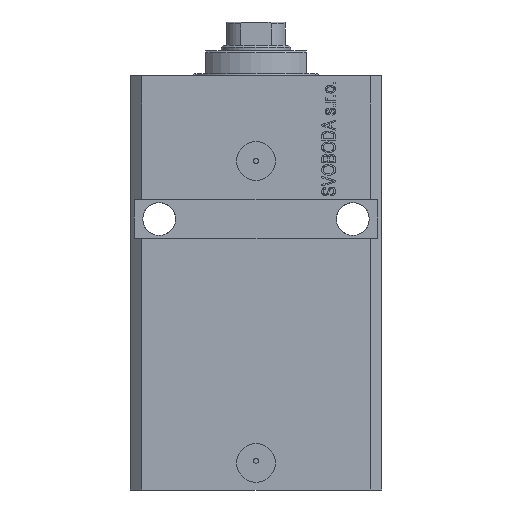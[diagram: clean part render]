
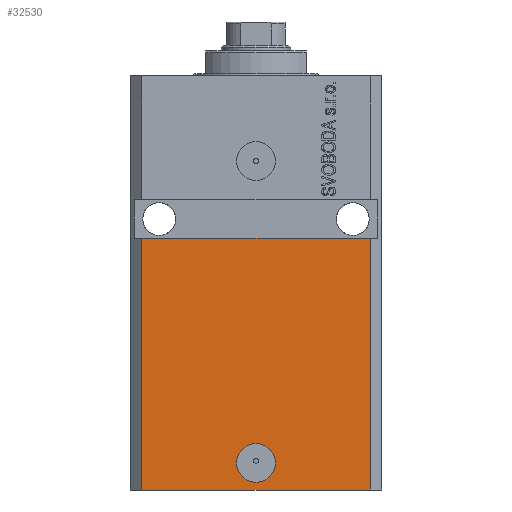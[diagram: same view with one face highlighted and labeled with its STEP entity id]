
A CAD part, front view. The second image highlights one B-rep face of the part: STEP entity #32530.
In plain terms, the highlighted planar face has unit normal (0, -1, 0).
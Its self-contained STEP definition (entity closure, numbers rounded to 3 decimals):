
#523 = LINE ( 'NONE', #37380, #25328 ) ;
#689 = LINE ( 'NONE', #27677, #15211 ) ;
#2709 = CARTESIAN_POINT ( 'NONE',  ( 0., -22.5, -100. ) ) ;
#3182 = EDGE_CURVE ( 'NONE', #7638, #41604, #40169, .T. ) ;
#3528 = AXIS2_PLACEMENT_3D ( 'NONE', #33724, #36415, #33282 ) ;
#3843 = ORIENTED_EDGE ( 'NONE', *, *, #15813, .F. ) ;
#3942 = EDGE_LOOP ( 'NONE', ( #14519, #27042 ) ) ;
#4011 = CARTESIAN_POINT ( 'NONE',  ( -29.5, -22.5, -107. ) ) ;
#4516 = EDGE_CURVE ( 'NONE', #41604, #7638, #23708, .T. ) ;
#5733 = AXIS2_PLACEMENT_3D ( 'NONE', #7576, #24431, #24216 ) ;
#7576 = CARTESIAN_POINT ( 'NONE',  ( 0., -22.5, -100. ) ) ;
#7638 = VERTEX_POINT ( 'NONE', #15418 ) ;
#10865 = ORIENTED_EDGE ( 'NONE', *, *, #11882, .T. ) ;
#11882 = EDGE_CURVE ( 'NONE', #13134, #11932, #689, .T. ) ;
#11932 = VERTEX_POINT ( 'NONE', #24511 ) ;
#12264 = EDGE_LOOP ( 'NONE', ( #34939, #3843, #10865, #39817 ) ) ;
#13134 = VERTEX_POINT ( 'NONE', #4011 ) ;
#13587 = DIRECTION ( 'NONE',  ( 0., 0., 1. ) ) ;
#14519 = ORIENTED_EDGE ( 'NONE', *, *, #3182, .F. ) ;
#15211 = VECTOR ( 'NONE', #17125, 1000. ) ;
#15418 = CARTESIAN_POINT ( 'NONE',  ( 5., -22.5, -100. ) ) ;
#15601 = CARTESIAN_POINT ( 'NONE',  ( -5., -22.5, -100. ) ) ;
#15706 = CARTESIAN_POINT ( 'NONE',  ( -32.5, -22.5, -42. ) ) ;
#15813 = EDGE_CURVE ( 'NONE', #13134, #17596, #523, .T. ) ;
#16382 = LINE ( 'NONE', #15706, #27693 ) ;
#16515 = EDGE_CURVE ( 'NONE', #11932, #41203, #22478, .T. ) ;
#16663 = DIRECTION ( 'NONE',  ( 1., 0., 0. ) ) ;
#16759 = VECTOR ( 'NONE', #19113, 1000. ) ;
#17125 = DIRECTION ( 'NONE',  ( 1., 0., 0. ) ) ;
#17596 = VERTEX_POINT ( 'NONE', #40551 ) ;
#19113 = DIRECTION ( 'NONE',  ( 0., 0., 1. ) ) ;
#19592 = PLANE ( 'NONE',  #3528 ) ;
#20212 = EDGE_CURVE ( 'NONE', #17596, #41203, #16382, .T. ) ;
#22478 = LINE ( 'NONE', #36163, #16759 ) ;
#23386 = DIRECTION ( 'NONE',  ( 0., -1., 0. ) ) ;
#23708 = CIRCLE ( 'NONE', #43800, 5. ) ;
#24216 = DIRECTION ( 'NONE',  ( 1., 0., 0. ) ) ;
#24431 = DIRECTION ( 'NONE',  ( 0., -1., 0. ) ) ;
#24511 = CARTESIAN_POINT ( 'NONE',  ( 29.5, -22.5, -107. ) ) ;
#25328 = VECTOR ( 'NONE', #13587, 1000. ) ;
#26255 = DIRECTION ( 'NONE',  ( 1., 0., 0. ) ) ;
#27042 = ORIENTED_EDGE ( 'NONE', *, *, #4516, .F. ) ;
#27677 = CARTESIAN_POINT ( 'NONE',  ( -29.5, -22.5, -107. ) ) ;
#27693 = VECTOR ( 'NONE', #26255, 1000. ) ;
#28736 = CARTESIAN_POINT ( 'NONE',  ( 29.5, -22.5, -42. ) ) ;
#32530 = ADVANCED_FACE ( 'NONE', ( #40007, #36861 ), #19592, .T. ) ;
#33282 = DIRECTION ( 'NONE',  ( 1., 0., 0. ) ) ;
#33724 = CARTESIAN_POINT ( 'NONE',  ( -29.5, -22.5, -107. ) ) ;
#34939 = ORIENTED_EDGE ( 'NONE', *, *, #20212, .F. ) ;
#36163 = CARTESIAN_POINT ( 'NONE',  ( 29.5, -22.5, -107. ) ) ;
#36415 = DIRECTION ( 'NONE',  ( 0., -1., 0. ) ) ;
#36861 = FACE_OUTER_BOUND ( 'NONE', #12264, .T. ) ;
#37380 = CARTESIAN_POINT ( 'NONE',  ( -29.5, -22.5, -107. ) ) ;
#39817 = ORIENTED_EDGE ( 'NONE', *, *, #16515, .T. ) ;
#40007 = FACE_BOUND ( 'NONE', #3942, .T. ) ;
#40169 = CIRCLE ( 'NONE', #5733, 5. ) ;
#40551 = CARTESIAN_POINT ( 'NONE',  ( -29.5, -22.5, -42. ) ) ;
#41203 = VERTEX_POINT ( 'NONE', #28736 ) ;
#41604 = VERTEX_POINT ( 'NONE', #15601 ) ;
#43800 = AXIS2_PLACEMENT_3D ( 'NONE', #2709, #23386, #16663 ) ;
